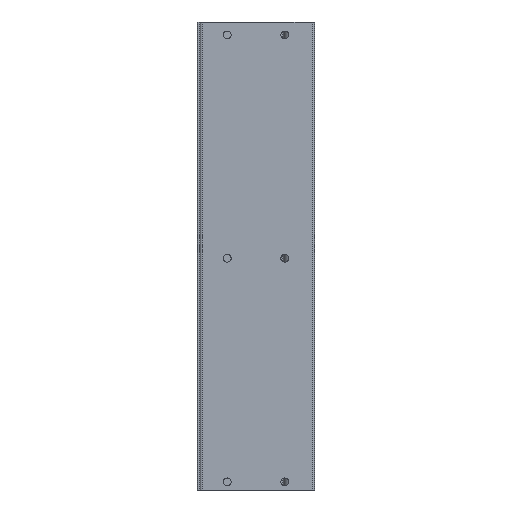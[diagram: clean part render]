
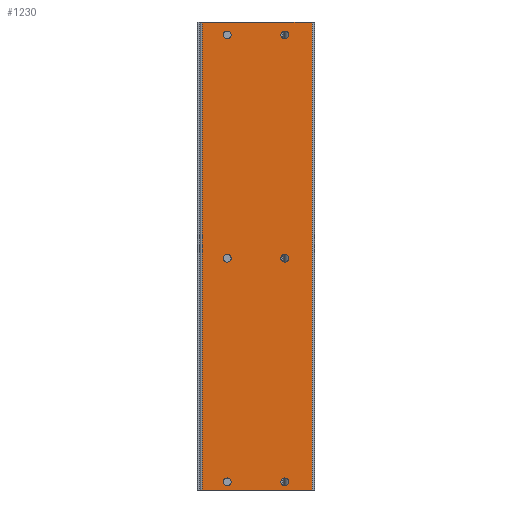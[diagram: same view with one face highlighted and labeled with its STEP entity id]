
A CAD part, front view. The second image highlights one B-rep face of the part: STEP entity #1230.
In plain terms, the highlighted planar face has unit normal (0, -1, 0).
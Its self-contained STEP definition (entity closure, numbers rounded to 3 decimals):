
#13 = CARTESIAN_POINT ( 'NONE',  ( -12.3, -12.5, 97.35 ) ) ;
#33 = FACE_BOUND ( 'NONE', #1835, .T. ) ;
#35 = EDGE_CURVE ( 'NONE', #1270, #1508, #1398, .T. ) ;
#47 = DIRECTION ( 'NONE',  ( 0., -1., 0. ) ) ;
#57 = DIRECTION ( 'NONE',  ( 0., 0., -1. ) ) ;
#69 = VERTEX_POINT ( 'NONE', #1479 ) ;
#72 = ORIENTED_EDGE ( 'NONE', *, *, #35, .F. ) ;
#88 = CARTESIAN_POINT ( 'NONE',  ( 12.268, -12.5, 3.5 ) ) ;
#96 = FACE_BOUND ( 'NONE', #754, .T. ) ;
#98 = DIRECTION ( 'NONE',  ( 1., 0., 0. ) ) ;
#107 = DIRECTION ( 'NONE',  ( 0., -1., 0. ) ) ;
#113 = CARTESIAN_POINT ( 'NONE',  ( 24., -12.5, 0. ) ) ;
#147 = VERTEX_POINT ( 'NONE', #113 ) ;
#181 = ORIENTED_EDGE ( 'NONE', *, *, #2133, .F. ) ;
#230 = ORIENTED_EDGE ( 'NONE', *, *, #2180, .F. ) ;
#249 = ORIENTED_EDGE ( 'NONE', *, *, #1898, .F. ) ;
#263 = LINE ( 'NONE', #1023, #1635 ) ;
#290 = DIRECTION ( 'NONE',  ( 1., 0., 0. ) ) ;
#295 = ORIENTED_EDGE ( 'NONE', *, *, #1773, .F. ) ;
#302 = CARTESIAN_POINT ( 'NONE',  ( -24., -12.5, 200. ) ) ;
#340 = CARTESIAN_POINT ( 'NONE',  ( 24., -12.5, 200. ) ) ;
#392 = EDGE_CURVE ( 'NONE', #147, #1644, #1710, .T. ) ;
#394 = CIRCLE ( 'NONE', #1667, 1.65 ) ;
#423 = DIRECTION ( 'NONE',  ( 0., -1., 0. ) ) ;
#450 = AXIS2_PLACEMENT_3D ( 'NONE', #677, #474, #1853 ) ;
#474 = DIRECTION ( 'NONE',  ( 0., -1., 0. ) ) ;
#476 = CARTESIAN_POINT ( 'NONE',  ( -24., -12.5, 0. ) ) ;
#481 = VERTEX_POINT ( 'NONE', #2447 ) ;
#492 = CIRCLE ( 'NONE', #504, 1.65 ) ;
#495 = CARTESIAN_POINT ( 'NONE',  ( -12.3, -12.5, 194.5 ) ) ;
#504 = AXIS2_PLACEMENT_3D ( 'NONE', #696, #1671, #2033 ) ;
#510 = CARTESIAN_POINT ( 'NONE',  ( 12.268, -12.5, 192.85 ) ) ;
#536 = CARTESIAN_POINT ( 'NONE',  ( -12.3, -12.5, 1.85 ) ) ;
#556 = CARTESIAN_POINT ( 'NONE',  ( -23., -12.5, 0. ) ) ;
#595 = AXIS2_PLACEMENT_3D ( 'NONE', #2174, #47, #2207 ) ;
#597 = VERTEX_POINT ( 'NONE', #13 ) ;
#600 = ORIENTED_EDGE ( 'NONE', *, *, #1430, .F. ) ;
#614 = FACE_BOUND ( 'NONE', #1326, .T. ) ;
#617 = ORIENTED_EDGE ( 'NONE', *, *, #392, .T. ) ;
#660 = ORIENTED_EDGE ( 'NONE', *, *, #1849, .F. ) ;
#677 = CARTESIAN_POINT ( 'NONE',  ( 12.268, -12.5, 3.5 ) ) ;
#696 = CARTESIAN_POINT ( 'NONE',  ( 12.268, -12.5, 194.5 ) ) ;
#709 = DIRECTION ( 'NONE',  ( 0., -1., 0. ) ) ;
#729 = VERTEX_POINT ( 'NONE', #876 ) ;
#754 = EDGE_LOOP ( 'NONE', ( #230, #2336 ) ) ;
#770 = ORIENTED_EDGE ( 'NONE', *, *, #1744, .T. ) ;
#785 = VERTEX_POINT ( 'NONE', #2068 ) ;
#786 = CARTESIAN_POINT ( 'NONE',  ( -12.3, -12.5, 3.5 ) ) ;
#811 = CARTESIAN_POINT ( 'NONE',  ( -24., -12.5, 200. ) ) ;
#876 = CARTESIAN_POINT ( 'NONE',  ( 12.268, -12.5, 97.35 ) ) ;
#880 = EDGE_CURVE ( 'NONE', #69, #2143, #1885, .T. ) ;
#883 = ORIENTED_EDGE ( 'NONE', *, *, #2030, .F. ) ;
#916 = VECTOR ( 'NONE', #98, 1000. ) ;
#921 = VERTEX_POINT ( 'NONE', #2045 ) ;
#981 = CIRCLE ( 'NONE', #1948, 1.65 ) ;
#987 = AXIS2_PLACEMENT_3D ( 'NONE', #2352, #423, #57 ) ;
#993 = DIRECTION ( 'NONE',  ( 0., -1., 0. ) ) ;
#1023 = CARTESIAN_POINT ( 'NONE',  ( -23., -12.5, 200. ) ) ;
#1044 = DIRECTION ( 'NONE',  ( -1., 0., 0. ) ) ;
#1065 = VERTEX_POINT ( 'NONE', #556 ) ;
#1079 = CARTESIAN_POINT ( 'NONE',  ( 12.268, -12.5, 99. ) ) ;
#1092 = VERTEX_POINT ( 'NONE', #1775 ) ;
#1100 = EDGE_CURVE ( 'NONE', #481, #1755, #1854, .T. ) ;
#1117 = CARTESIAN_POINT ( 'NONE',  ( -12.3, -12.5, 194.5 ) ) ;
#1119 = ORIENTED_EDGE ( 'NONE', *, *, #1544, .F. ) ;
#1173 = DIRECTION ( 'NONE',  ( 0., 0., -1. ) ) ;
#1181 = CIRCLE ( 'NONE', #595, 1.65 ) ;
#1209 = DIRECTION ( 'NONE',  ( 0., 1., 0. ) ) ;
#1230 = ADVANCED_FACE ( 'NONE', ( #1877, #33, #2455, #614, #1310, #96, #2088 ), #2339, .F. ) ;
#1270 = VERTEX_POINT ( 'NONE', #1274 ) ;
#1274 = CARTESIAN_POINT ( 'NONE',  ( -12.3, -12.5, 192.85 ) ) ;
#1283 = CARTESIAN_POINT ( 'NONE',  ( 12.268, -12.5, 99. ) ) ;
#1288 = DIRECTION ( 'NONE',  ( 0., 0., -1. ) ) ;
#1310 = FACE_BOUND ( 'NONE', #1331, .T. ) ;
#1321 = CIRCLE ( 'NONE', #450, 1.65 ) ;
#1326 = EDGE_LOOP ( 'NONE', ( #660, #2466 ) ) ;
#1331 = EDGE_LOOP ( 'NONE', ( #883, #2137 ) ) ;
#1332 = DIRECTION ( 'NONE',  ( 0., 0., -1. ) ) ;
#1377 = DIRECTION ( 'NONE',  ( 0., -1., 0. ) ) ;
#1398 = CIRCLE ( 'NONE', #1814, 1.65 ) ;
#1430 = EDGE_CURVE ( 'NONE', #597, #1092, #1181, .T. ) ;
#1446 = VERTEX_POINT ( 'NONE', #1736 ) ;
#1479 = CARTESIAN_POINT ( 'NONE',  ( -12.3, -12.5, 5.15 ) ) ;
#1488 = DIRECTION ( 'NONE',  ( 0., 0., -1. ) ) ;
#1489 = LINE ( 'NONE', #476, #916 ) ;
#1508 = VERTEX_POINT ( 'NONE', #1565 ) ;
#1544 = EDGE_CURVE ( 'NONE', #1988, #729, #981, .T. ) ;
#1560 = CARTESIAN_POINT ( 'NONE',  ( 12.268, -12.5, 100.65 ) ) ;
#1561 = EDGE_CURVE ( 'NONE', #785, #1644, #2197, .T. ) ;
#1565 = CARTESIAN_POINT ( 'NONE',  ( -12.3, -12.5, 196.15 ) ) ;
#1569 = DIRECTION ( 'NONE',  ( 0., 0., -1. ) ) ;
#1575 = DIRECTION ( 'NONE',  ( 0., 0., -1. ) ) ;
#1635 = VECTOR ( 'NONE', #1173, 1000. ) ;
#1644 = VERTEX_POINT ( 'NONE', #340 ) ;
#1646 = VECTOR ( 'NONE', #1794, 1000. ) ;
#1667 = AXIS2_PLACEMENT_3D ( 'NONE', #1283, #709, #2411 ) ;
#1671 = DIRECTION ( 'NONE',  ( 0., -1., 0. ) ) ;
#1687 = AXIS2_PLACEMENT_3D ( 'NONE', #811, #1209, #1044 ) ;
#1703 = VECTOR ( 'NONE', #290, 1000. ) ;
#1707 = EDGE_LOOP ( 'NONE', ( #72, #249 ) ) ;
#1710 = LINE ( 'NONE', #1778, #1646 ) ;
#1722 = AXIS2_PLACEMENT_3D ( 'NONE', #786, #1784, #1575 ) ;
#1736 = CARTESIAN_POINT ( 'NONE',  ( 12.268, -12.5, 5.15 ) ) ;
#1744 = EDGE_CURVE ( 'NONE', #1065, #147, #1489, .T. ) ;
#1755 = VERTEX_POINT ( 'NONE', #510 ) ;
#1773 = EDGE_CURVE ( 'NONE', #729, #1988, #394, .T. ) ;
#1775 = CARTESIAN_POINT ( 'NONE',  ( -12.3, -12.5, 100.65 ) ) ;
#1778 = CARTESIAN_POINT ( 'NONE',  ( 24., -12.5, 200. ) ) ;
#1784 = DIRECTION ( 'NONE',  ( 0., -1., 0. ) ) ;
#1794 = DIRECTION ( 'NONE',  ( 0., 0., 1. ) ) ;
#1814 = AXIS2_PLACEMENT_3D ( 'NONE', #495, #1990, #1288 ) ;
#1819 = AXIS2_PLACEMENT_3D ( 'NONE', #88, #1377, #1569 ) ;
#1835 = EDGE_LOOP ( 'NONE', ( #600, #181 ) ) ;
#1849 = EDGE_CURVE ( 'NONE', #1755, #481, #492, .T. ) ;
#1853 = DIRECTION ( 'NONE',  ( 0., 0., -1. ) ) ;
#1854 = CIRCLE ( 'NONE', #1887, 1.65 ) ;
#1877 = FACE_BOUND ( 'NONE', #2322, .T. ) ;
#1878 = CIRCLE ( 'NONE', #2098, 1.65 ) ;
#1885 = CIRCLE ( 'NONE', #987, 1.65 ) ;
#1887 = AXIS2_PLACEMENT_3D ( 'NONE', #2142, #993, #2126 ) ;
#1895 = DIRECTION ( 'NONE',  ( 0., -1., 0. ) ) ;
#1898 = EDGE_CURVE ( 'NONE', #1508, #1270, #2101, .T. ) ;
#1948 = AXIS2_PLACEMENT_3D ( 'NONE', #1079, #107, #2376 ) ;
#1988 = VERTEX_POINT ( 'NONE', #1560 ) ;
#1990 = DIRECTION ( 'NONE',  ( 0., -1., 0. ) ) ;
#1994 = CIRCLE ( 'NONE', #1722, 1.65 ) ;
#2007 = EDGE_CURVE ( 'NONE', #1446, #921, #1321, .T. ) ;
#2030 = EDGE_CURVE ( 'NONE', #921, #1446, #2206, .T. ) ;
#2033 = DIRECTION ( 'NONE',  ( 0., 0., -1. ) ) ;
#2045 = CARTESIAN_POINT ( 'NONE',  ( 12.268, -12.5, 1.85 ) ) ;
#2048 = CARTESIAN_POINT ( 'NONE',  ( -12.3, -12.5, 99. ) ) ;
#2068 = CARTESIAN_POINT ( 'NONE',  ( -23., -12.5, 200. ) ) ;
#2088 = FACE_OUTER_BOUND ( 'NONE', #2412, .T. ) ;
#2098 = AXIS2_PLACEMENT_3D ( 'NONE', #2048, #2413, #1488 ) ;
#2101 = CIRCLE ( 'NONE', #2283, 1.65 ) ;
#2126 = DIRECTION ( 'NONE',  ( 0., 0., -1. ) ) ;
#2133 = EDGE_CURVE ( 'NONE', #1092, #597, #1878, .T. ) ;
#2137 = ORIENTED_EDGE ( 'NONE', *, *, #2007, .F. ) ;
#2142 = CARTESIAN_POINT ( 'NONE',  ( 12.268, -12.5, 194.5 ) ) ;
#2143 = VERTEX_POINT ( 'NONE', #536 ) ;
#2174 = CARTESIAN_POINT ( 'NONE',  ( -12.3, -12.5, 99. ) ) ;
#2180 = EDGE_CURVE ( 'NONE', #2143, #69, #1994, .T. ) ;
#2197 = LINE ( 'NONE', #302, #1703 ) ;
#2206 = CIRCLE ( 'NONE', #1819, 1.65 ) ;
#2207 = DIRECTION ( 'NONE',  ( 0., 0., -1. ) ) ;
#2232 = ORIENTED_EDGE ( 'NONE', *, *, #2268, .T. ) ;
#2268 = EDGE_CURVE ( 'NONE', #785, #1065, #263, .T. ) ;
#2283 = AXIS2_PLACEMENT_3D ( 'NONE', #1117, #1895, #1332 ) ;
#2316 = ORIENTED_EDGE ( 'NONE', *, *, #1561, .F. ) ;
#2322 = EDGE_LOOP ( 'NONE', ( #295, #1119 ) ) ;
#2336 = ORIENTED_EDGE ( 'NONE', *, *, #880, .F. ) ;
#2339 = PLANE ( 'NONE',  #1687 ) ;
#2352 = CARTESIAN_POINT ( 'NONE',  ( -12.3, -12.5, 3.5 ) ) ;
#2376 = DIRECTION ( 'NONE',  ( 0., 0., -1. ) ) ;
#2411 = DIRECTION ( 'NONE',  ( 0., 0., -1. ) ) ;
#2412 = EDGE_LOOP ( 'NONE', ( #2316, #2232, #770, #617 ) ) ;
#2413 = DIRECTION ( 'NONE',  ( 0., -1., 0. ) ) ;
#2447 = CARTESIAN_POINT ( 'NONE',  ( 12.268, -12.5, 196.15 ) ) ;
#2455 = FACE_BOUND ( 'NONE', #1707, .T. ) ;
#2466 = ORIENTED_EDGE ( 'NONE', *, *, #1100, .F. ) ;
